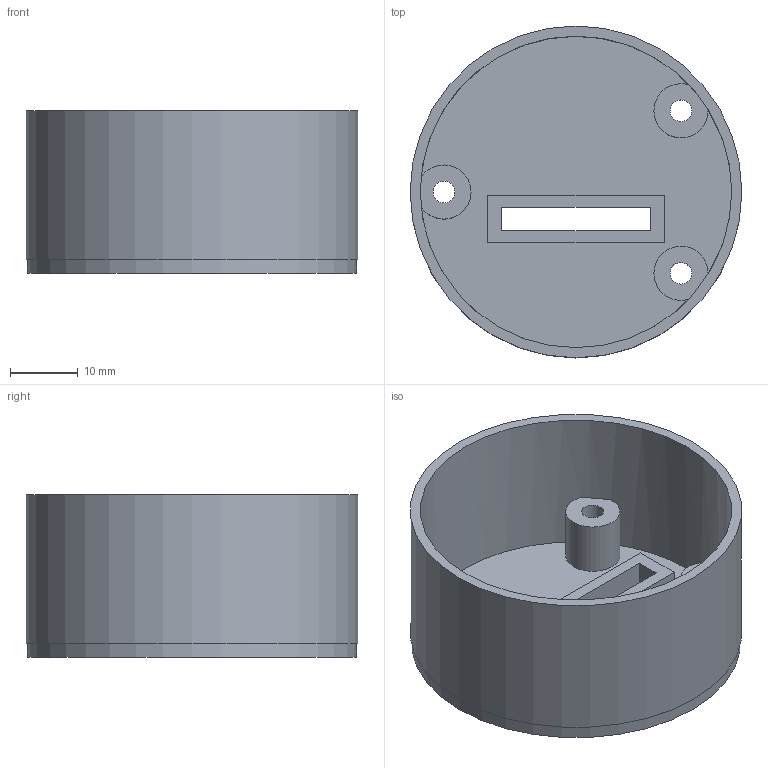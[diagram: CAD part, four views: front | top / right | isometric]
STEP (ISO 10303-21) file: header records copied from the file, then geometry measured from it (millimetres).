
FILE_DESCRIPTION(('FreeCAD Model'),'2;1');
FILE_NAME('Open CASCADE Shape Model','2024-10-30T13:19:04',('Author'),( ''),'Open CASCADE STEP processor 7.6','FreeCAD','Unknown');
FILE_SCHEMA(('AUTOMOTIVE_DESIGN { 1 0 10303 214 1 1 1 1 }'));
Length unit declared in the file: millimetre
Products named in the file (1): Cut010
Bounding box: 49 x 49 x 24 mm (x, y, z)
Volume: 9978.5 mm3; surface area: 12150 mm2
Topology: 1 solids, 1 shells, 42 faces, 99 edges, 62 vertices
Faces by surface type: plane 24, cylinder 15, cone 3
Full cylindrical faces by diameter (mm): 3.2 x3, 5.6 x3, 46 x1, 48.6 x1, 49 x1
Entity records: 1424 total; most frequent: DIRECTION 221, CARTESIAN_POINT 204, ORIENTED_EDGE 198, EDGE_CURVE 99, AXIS2_PLACEMENT_3D 79, LINE 63, VECTOR 63, VERTEX_POINT 62
